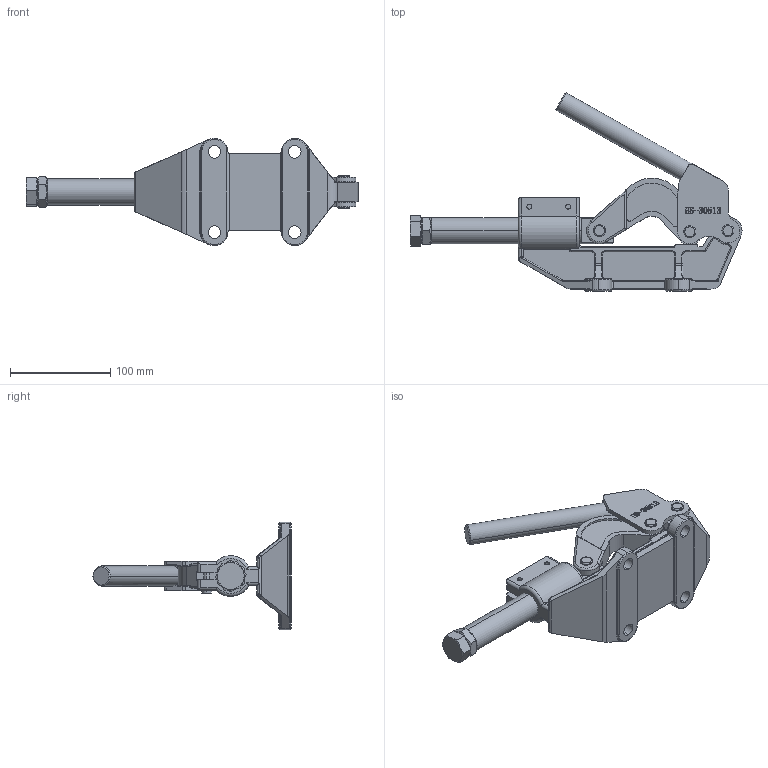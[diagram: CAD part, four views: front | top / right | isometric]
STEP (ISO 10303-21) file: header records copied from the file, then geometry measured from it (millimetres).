
FILE_DESCRIPTION (( 'STEP AP203' ), '1' );
FILE_NAME ('HS-30513 .STEP', '2019-08-13T00:21:29', ( '微软用户' ), ( '微软中国' ), 'SwSTEP 2.0', 'SolidWorks 2012', '' );
FILE_SCHEMA (( 'CONFIG_CONTROL_DESIGN' ));
Length unit declared in the file: millimetre
Products named in the file (10): HS-30513 ; hex lobular socket head cap screws-4.8 gb_GB_HEXAGON_TYPE21 M6X25-25-N; hex thin nuts-grades ab-chamfered gb_GB_FASTENER_NUT_STNAB  B M18-N; hexagon head bolts-full thread gb_GB_FASTENER_BOLT_STBAB A M18X50-N; 挴裝; 种2; 种1; 忒參; 蟀裝; 菁釱
Assembly tree (11 placements, depth 2):
  HS-30513 
    菁釱
    蟀裝
    忒參
    种1
    种2  x2
    挴裝
    hexagon head bolts-full thread gb_GB_FASTENER_BOLT_STBAB A M18X50-N
    hex thin nuts-grades ab-chamfered gb_GB_FASTENER_NUT_STNAB  B M18-N
    hex lobular socket head cap screws-4.8 gb_GB_HEXAGON_TYPE21 M6X25-25-N  x2
Bounding box: 330.72 x 197.27 x 107 mm (x, y, z)
Volume: 590761.2 mm3; surface area: 147568.8 mm2
Topology: 12 solids, 12 shells, 871 faces, 2290 edges, 1456 vertices
Faces by surface type: plane 345, cylinder 233, bspline 185, torus 75, cone 33
Entity records: 35409 total; most frequent: CARTESIAN_POINT 14472, ORIENTED_EDGE 4436, DIRECTION 3678, EDGE_CURVE 2218, VERTEX_POINT 1425, AXIS2_PLACEMENT_3D 1237, LINE 1204, VECTOR 1204
